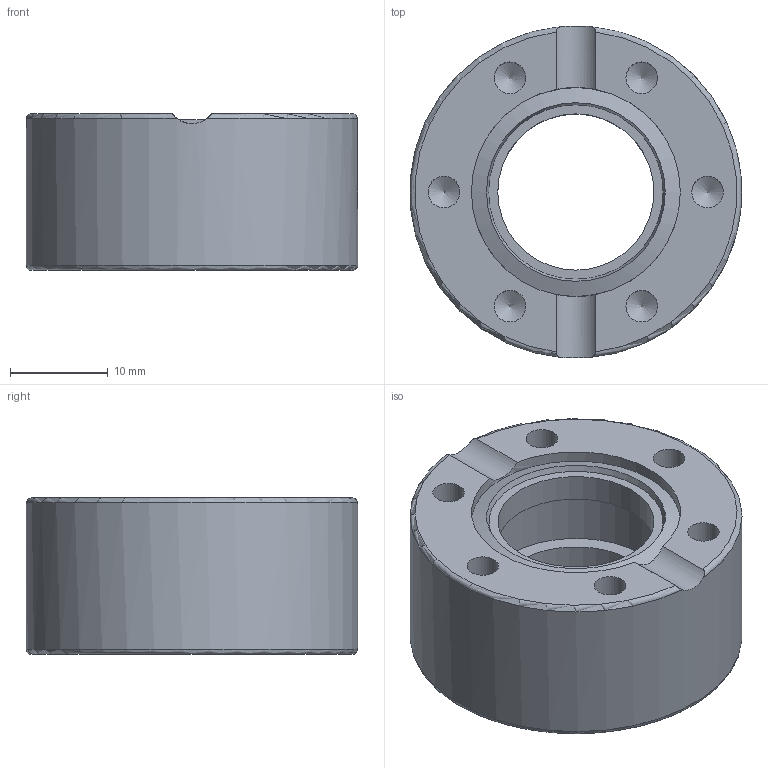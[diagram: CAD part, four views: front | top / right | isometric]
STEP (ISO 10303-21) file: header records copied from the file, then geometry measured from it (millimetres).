
FILE_DESCRIPTION((''),'2;1');
FILE_NAME('F16WF.stp','2009-03-13T09:38:52',('hasers'),(''),'Autodesk Inventor 2008','Autodesk Inventor 2008','');
FILE_SCHEMA(('AUTOMOTIVE_DESIGN { 1 0 10303 214 1 1 1 1 }'));
Length unit declared in the file: millimetre
Products named in the file (1): F16WF
Bounding box: 33.97 x 34 x 16 mm (x, y, z)
Volume: 10032.6 mm3; surface area: 4852.2 mm2
Topology: 1 solids, 1 shells, 30 faces, 75 edges, 49 vertices
Faces by surface type: bspline 12, cylinder 7, plane 6, torus 3, cone 2
Full cylindrical faces by diameter (mm): 16 x2, 19 x1, 21.4 x1, 34 x1
Entity records: 960 total; most frequent: CARTESIAN_POINT 423, DIRECTION 100, ORIENTED_EDGE 82, EDGE_LOOP 54, AXIS2_PLACEMENT_3D 48, EDGE_CURVE 41, VERTEX_POINT 35, FACE_OUTER_BOUND 30
